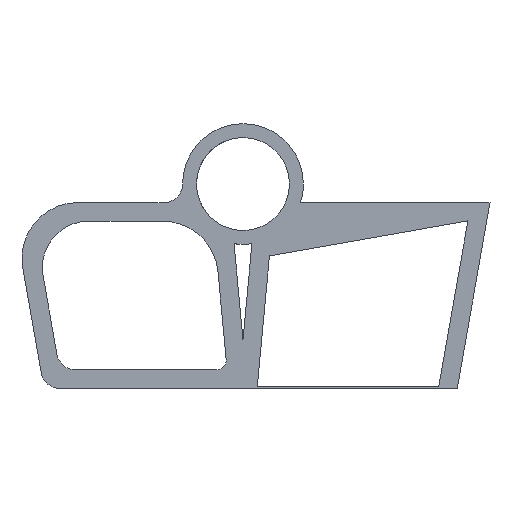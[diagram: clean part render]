
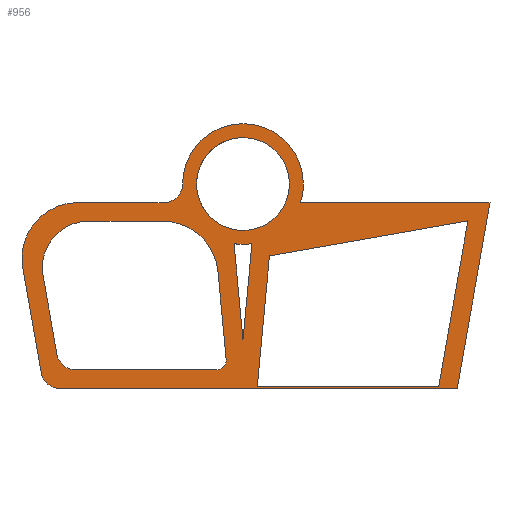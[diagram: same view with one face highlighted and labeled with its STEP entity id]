
A CAD part, front view. The second image highlights one B-rep face of the part: STEP entity #956.
In plain terms, the highlighted planar face has unit normal (0, -1, 0).
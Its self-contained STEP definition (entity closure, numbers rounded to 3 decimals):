
#228=CARTESIAN_POINT('',(105.36,-0.,-49.));
#229=VERTEX_POINT('',#228);
#246=CARTESIAN_POINT('',(7.696,-0.,-49.));
#247=VERTEX_POINT('',#246);
#254=CARTESIAN_POINT('',(7.696,-0.,-49.));
#255=DIRECTION('',(1.,0.,-0.));
#256=VECTOR('',#255,97.664);
#257=LINE('',#254,#256);
#258=EDGE_CURVE('',#247,#229,#257,.T.);
#268=CARTESIAN_POINT('',(121.076,-0.,40.128));
#269=VERTEX_POINT('',#268);
#285=CARTESIAN_POINT('',(105.36,-0.,-49.));
#286=DIRECTION('',(0.174,0.,0.985));
#287=VECTOR('',#286,90.503);
#288=LINE('',#285,#287);
#289=EDGE_CURVE('',#229,#269,#288,.T.);
#299=CARTESIAN_POINT('',(14.248,-0.,21.291));
#300=VERTEX_POINT('',#299);
#316=CARTESIAN_POINT('',(121.076,-0.,40.128));
#317=DIRECTION('',(-0.985,0.,-0.174));
#318=VECTOR('',#317,108.476);
#319=LINE('',#316,#318);
#320=EDGE_CURVE('',#269,#300,#319,.T.);
#338=CARTESIAN_POINT('',(14.248,-0.,21.291));
#339=DIRECTION('',(-0.093,0.,-0.996));
#340=VECTOR('',#339,70.596);
#341=LINE('',#338,#340);
#342=EDGE_CURVE('',#300,#247,#341,.T.);
#352=CARTESIAN_POINT('',(115.338,0.,-50.));
#353=VERTEX_POINT('',#352);
#370=CARTESIAN_POINT('',(132.971,0.,50.));
#371=VERTEX_POINT('',#370);
#378=CARTESIAN_POINT('',(132.971,-0.,50.));
#379=DIRECTION('',(-0.174,0.,-0.985));
#380=VECTOR('',#379,101.543);
#381=LINE('',#378,#380);
#382=EDGE_CURVE('',#371,#353,#381,.T.);
#401=CARTESIAN_POINT('',(30.923,0.,50.));
#402=VERTEX_POINT('',#401);
#409=CARTESIAN_POINT('',(30.923,0.,50.));
#410=DIRECTION('',(1.,0.,-0.));
#411=VECTOR('',#410,102.047);
#412=LINE('',#409,#411);
#413=EDGE_CURVE('',#402,#371,#412,.T.);
#470=CARTESIAN_POINT('',(-98.674,0.,-50.));
#471=VERTEX_POINT('',#470);
#472=CARTESIAN_POINT('',(115.338,0.,-50.));
#473=DIRECTION('',(-1.,0.,0.));
#474=VECTOR('',#473,214.012);
#475=LINE('',#472,#474);
#476=EDGE_CURVE('',#353,#471,#475,.T.);
#508=CARTESIAN_POINT('',(-0.,-0.,-23.814));
#509=VERTEX_POINT('',#508);
#516=CARTESIAN_POINT('',(4.816,0.,27.859));
#517=VERTEX_POINT('',#516);
#518=CARTESIAN_POINT('',(-0.,-0.,-23.814));
#519=DIRECTION('',(0.093,0.,0.996));
#520=VECTOR('',#519,51.897);
#521=LINE('',#518,#520);
#522=EDGE_CURVE('',#509,#517,#521,.T.);
#664=CARTESIAN_POINT('',(25.,0.,60.));
#665=VERTEX_POINT('',#664);
#714=CARTESIAN_POINT('',(-0.,0.,85.));
#715=VERTEX_POINT('',#714);
#716=CARTESIAN_POINT('',(0.,0.,60.));
#717=DIRECTION('',(0.,1.,0.));
#718=DIRECTION('',(0.,-0.,1.));
#719=AXIS2_PLACEMENT_3D('',#716,#717,#718);
#720=CIRCLE('',#719,25.);
#721=EDGE_CURVE('',#715,#665,#720,.T.);
#723=CARTESIAN_POINT('',(0.,0.,60.));
#724=DIRECTION('',(0.,1.,0.));
#725=DIRECTION('',(0.,-0.,1.));
#726=AXIS2_PLACEMENT_3D('',#723,#724,#725);
#727=CIRCLE('',#726,25.);
#728=EDGE_CURVE('',#665,#715,#727,.T.);
#738=CARTESIAN_POINT('',(-4.816,0.,27.859));
#739=VERTEX_POINT('',#738);
#740=CARTESIAN_POINT('',(0.,0.,60.));
#741=DIRECTION('',(0.,1.,0.));
#742=DIRECTION('',(0.,-0.,1.));
#743=AXIS2_PLACEMENT_3D('',#740,#741,#742);
#744=CIRCLE('',#743,32.5);
#745=EDGE_CURVE('',#517,#739,#744,.T.);
#779=CARTESIAN_POINT('',(32.5,0.,60.));
#780=VERTEX_POINT('',#779);
#787=CARTESIAN_POINT('',(0.,0.,60.));
#788=DIRECTION('',(0.,1.,0.));
#789=DIRECTION('',(0.,-0.,1.));
#790=AXIS2_PLACEMENT_3D('',#787,#788,#789);
#791=CIRCLE('',#790,32.5);
#792=EDGE_CURVE('',#780,#402,#791,.T.);
#805=CARTESIAN_POINT('',(243.063,-0.,-34.388));
#806=DIRECTION('',(0.,1.,0.));
#807=DIRECTION('',(1.,0.,0.005));
#808=AXIS2_PLACEMENT_3D('',#805,#806,#807);
#809=PLANE('',#808);
#810=CARTESIAN_POINT('',(-108.522,-0.,-41.736));
#811=VERTEX_POINT('',#810);
#812=CARTESIAN_POINT('',(-98.674,-0.,-40.));
#813=DIRECTION('',(-0.,-1.,-0.));
#814=DIRECTION('',(0.,-0.,1.));
#815=AXIS2_PLACEMENT_3D('',#812,#813,#814);
#816=CIRCLE('',#815,10.);
#817=EDGE_CURVE('',#811,#471,#816,.T.);
#818=ORIENTED_EDGE('',*,*,#817,.T.);
#819=ORIENTED_EDGE('',*,*,#476,.F.);
#820=ORIENTED_EDGE('',*,*,#382,.F.);
#821=ORIENTED_EDGE('',*,*,#413,.F.);
#822=ORIENTED_EDGE('',*,*,#792,.F.);
#823=CARTESIAN_POINT('',(-32.5,0.,60.));
#824=VERTEX_POINT('',#823);
#825=CARTESIAN_POINT('',(0.,0.,60.));
#826=DIRECTION('',(0.,1.,0.));
#827=DIRECTION('',(0.,-0.,1.));
#828=AXIS2_PLACEMENT_3D('',#825,#826,#827);
#829=CIRCLE('',#828,32.5);
#830=EDGE_CURVE('',#824,#780,#829,.T.);
#831=ORIENTED_EDGE('',*,*,#830,.F.);
#832=CARTESIAN_POINT('',(-42.5,0.,50.));
#833=VERTEX_POINT('',#832);
#834=CARTESIAN_POINT('',(-42.5,-0.,60.));
#835=DIRECTION('',(0.,1.,0.));
#836=DIRECTION('',(0.,-0.,1.));
#837=AXIS2_PLACEMENT_3D('',#834,#835,#836);
#838=CIRCLE('',#837,10.);
#839=EDGE_CURVE('',#824,#833,#838,.T.);
#840=ORIENTED_EDGE('',*,*,#839,.T.);
#841=CARTESIAN_POINT('',(-88.945,0.,50.));
#842=VERTEX_POINT('',#841);
#843=CARTESIAN_POINT('',(-88.945,0.,50.));
#844=DIRECTION('',(1.,0.,-0.));
#845=VECTOR('',#844,46.445);
#846=LINE('',#843,#845);
#847=EDGE_CURVE('',#842,#833,#846,.T.);
#848=ORIENTED_EDGE('',*,*,#847,.F.);
#849=CARTESIAN_POINT('',(-118.49,0.,14.791));
#850=VERTEX_POINT('',#849);
#851=CARTESIAN_POINT('',(-88.945,-0.,20.));
#852=DIRECTION('',(-0.,-1.,-0.));
#853=DIRECTION('',(0.,-0.,1.));
#854=AXIS2_PLACEMENT_3D('',#851,#852,#853);
#855=CIRCLE('',#854,30.);
#856=EDGE_CURVE('',#842,#850,#855,.T.);
#857=ORIENTED_EDGE('',*,*,#856,.T.);
#858=CARTESIAN_POINT('',(-108.522,0.,-41.736));
#859=DIRECTION('',(-0.174,0.,0.985));
#860=VECTOR('',#859,57.399);
#861=LINE('',#858,#860);
#862=EDGE_CURVE('',#811,#850,#861,.T.);
#863=ORIENTED_EDGE('',*,*,#862,.F.);
#864=EDGE_LOOP('',(#818,#819,#820,#821,#822,#831,#840,#848,#857,#863));
#865=FACE_BOUND('',#864,.T.);
#866=ORIENTED_EDGE('',*,*,#721,.T.);
#867=ORIENTED_EDGE('',*,*,#728,.T.);
#868=EDGE_LOOP('',(#866,#867));
#869=FACE_BOUND('',#868,.T.);
#870=ORIENTED_EDGE('',*,*,#522,.F.);
#871=CARTESIAN_POINT('',(-4.816,-0.,27.859));
#872=DIRECTION('',(0.093,0.,-0.996));
#873=VECTOR('',#872,51.897);
#874=LINE('',#871,#873);
#875=EDGE_CURVE('',#739,#509,#874,.T.);
#876=ORIENTED_EDGE('',*,*,#875,.F.);
#877=ORIENTED_EDGE('',*,*,#745,.F.);
#878=EDGE_LOOP('',(#870,#876,#877));
#879=FACE_BOUND('',#878,.T.);
#880=ORIENTED_EDGE('',*,*,#342,.F.);
#881=ORIENTED_EDGE('',*,*,#320,.F.);
#882=ORIENTED_EDGE('',*,*,#289,.F.);
#883=ORIENTED_EDGE('',*,*,#258,.F.);
#884=EDGE_LOOP('',(#880,#881,#882,#883));
#885=FACE_BOUND('',#884,.T.);
#886=CARTESIAN_POINT('',(-107.607,-0.,10.659));
#887=VERTEX_POINT('',#886);
#888=CARTESIAN_POINT('',(-100.131,-0.,-31.736));
#889=VERTEX_POINT('',#888);
#890=CARTESIAN_POINT('',(-107.607,-0.,10.659));
#891=DIRECTION('',(0.174,0.,-0.985));
#892=VECTOR('',#891,43.049);
#893=LINE('',#890,#892);
#894=EDGE_CURVE('',#887,#889,#893,.T.);
#895=ORIENTED_EDGE('',*,*,#894,.F.);
#896=CARTESIAN_POINT('',(-82.987,0.,40.));
#897=VERTEX_POINT('',#896);
#898=CARTESIAN_POINT('',(-82.987,-0.,15.));
#899=DIRECTION('',(0.,1.,0.));
#900=DIRECTION('',(0.,-0.,1.));
#901=AXIS2_PLACEMENT_3D('',#898,#899,#900);
#902=CIRCLE('',#901,25.);
#903=EDGE_CURVE('',#887,#897,#902,.T.);
#904=ORIENTED_EDGE('',*,*,#903,.T.);
#905=CARTESIAN_POINT('',(-43.325,0.,40.));
#906=VERTEX_POINT('',#905);
#907=CARTESIAN_POINT('',(-43.325,0.,40.));
#908=DIRECTION('',(-1.,0.,0.));
#909=VECTOR('',#908,39.661);
#910=LINE('',#907,#909);
#911=EDGE_CURVE('',#906,#897,#910,.T.);
#912=ORIENTED_EDGE('',*,*,#911,.F.);
#913=CARTESIAN_POINT('',(-13.455,-0.,12.784));
#914=VERTEX_POINT('',#913);
#915=CARTESIAN_POINT('',(-43.325,-0.,10.));
#916=DIRECTION('',(0.,1.,0.));
#917=DIRECTION('',(0.,-0.,1.));
#918=AXIS2_PLACEMENT_3D('',#915,#916,#917);
#919=CIRCLE('',#918,30.);
#920=EDGE_CURVE('',#906,#914,#919,.T.);
#921=ORIENTED_EDGE('',*,*,#920,.T.);
#922=CARTESIAN_POINT('',(-9.044,0.,-34.536));
#923=VERTEX_POINT('',#922);
#924=CARTESIAN_POINT('',(-9.044,-0.,-34.536));
#925=DIRECTION('',(-0.093,0.,0.996));
#926=VECTOR('',#925,47.525);
#927=LINE('',#924,#926);
#928=EDGE_CURVE('',#923,#914,#927,.T.);
#929=ORIENTED_EDGE('',*,*,#928,.F.);
#930=CARTESIAN_POINT('',(-14.022,0.,-40.));
#931=VERTEX_POINT('',#930);
#932=CARTESIAN_POINT('',(-14.022,-0.,-35.));
#933=DIRECTION('',(0.,1.,0.));
#934=DIRECTION('',(0.,-0.,1.));
#935=AXIS2_PLACEMENT_3D('',#932,#933,#934);
#936=CIRCLE('',#935,5.);
#937=EDGE_CURVE('',#923,#931,#936,.T.);
#938=ORIENTED_EDGE('',*,*,#937,.T.);
#939=CARTESIAN_POINT('',(-90.283,0.,-40.));
#940=VERTEX_POINT('',#939);
#941=CARTESIAN_POINT('',(-90.283,0.,-40.));
#942=DIRECTION('',(1.,0.,-0.));
#943=VECTOR('',#942,76.261);
#944=LINE('',#941,#943);
#945=EDGE_CURVE('',#940,#931,#944,.T.);
#946=ORIENTED_EDGE('',*,*,#945,.F.);
#947=CARTESIAN_POINT('',(-90.283,-0.,-30.));
#948=DIRECTION('',(0.,1.,0.));
#949=DIRECTION('',(0.,-0.,1.));
#950=AXIS2_PLACEMENT_3D('',#947,#948,#949);
#951=CIRCLE('',#950,10.);
#952=EDGE_CURVE('',#940,#889,#951,.T.);
#953=ORIENTED_EDGE('',*,*,#952,.T.);
#954=EDGE_LOOP('',(#895,#904,#912,#921,#929,#938,#946,#953));
#955=FACE_BOUND('',#954,.T.);
#956=ADVANCED_FACE('',(#865,#869,#879,#885,#955),#809,.F.);
